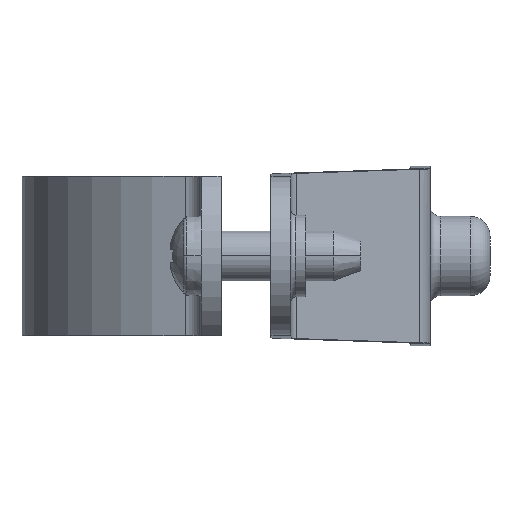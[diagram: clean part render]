
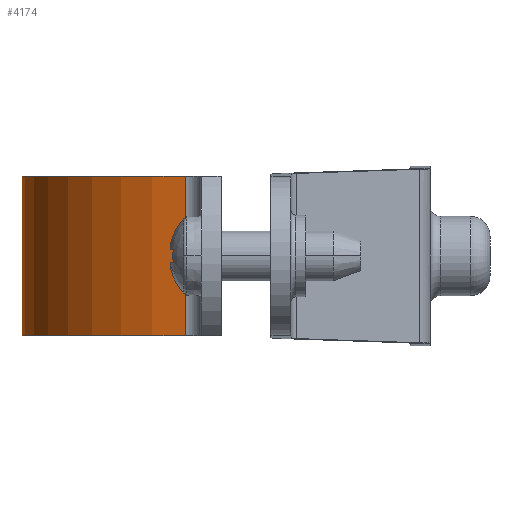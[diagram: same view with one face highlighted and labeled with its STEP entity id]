
A CAD part, left-side view. The second image highlights one B-rep face of the part: STEP entity #4174.
In plain terms, the highlighted cylindrical face has radius 20.5 mm (diameter 41 mm), a partial arc.
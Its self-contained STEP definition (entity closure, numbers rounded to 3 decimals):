
#6 = DIRECTION ( 'NONE',  ( 0., 0., -1. ) ) ;
#31 = DIRECTION ( 'NONE',  ( -1., 0., 0. ) ) ;
#98 = DIRECTION ( 'NONE',  ( 0., 0., 1. ) ) ;
#125 = EDGE_CURVE ( 'NONE', #579, #3261, #3033, .T. ) ;
#339 = ORIENTED_EDGE ( 'NONE', *, *, #125, .T. ) ;
#340 = DIRECTION ( 'NONE',  ( -1., 0., 0. ) ) ;
#380 = CARTESIAN_POINT ( 'NONE',  ( 0., -2.5, -8. ) ) ;
#579 = VERTEX_POINT ( 'NONE', #2017 ) ;
#843 = AXIS2_PLACEMENT_3D ( 'NONE', #2529, #98, #2184 ) ;
#865 = ORIENTED_EDGE ( 'NONE', *, *, #3230, .T. ) ;
#950 = CYLINDRICAL_SURFACE ( 'NONE', #2692, 20.5 ) ;
#984 = CARTESIAN_POINT ( 'NONE',  ( -20.086, 1.6, -8. ) ) ;
#1284 = CARTESIAN_POINT ( 'NONE',  ( -20.086, 1.6, 8. ) ) ;
#1446 = VECTOR ( 'NONE', #3726, 1000. ) ;
#1548 = EDGE_CURVE ( 'NONE', #4415, #4464, #2218, .T. ) ;
#1569 = CARTESIAN_POINT ( 'NONE',  ( -20.086, 1.6, 8. ) ) ;
#1648 = CARTESIAN_POINT ( 'NONE',  ( 20.086, 1.6, 8. ) ) ;
#1976 = FACE_OUTER_BOUND ( 'NONE', #2661, .T. ) ;
#2017 = CARTESIAN_POINT ( 'NONE',  ( 20.086, 1.6, -8. ) ) ;
#2023 = ORIENTED_EDGE ( 'NONE', *, *, #2702, .T. ) ;
#2184 = DIRECTION ( 'NONE',  ( -1., 0., 0. ) ) ;
#2218 = CIRCLE ( 'NONE', #843, 20.5 ) ;
#2268 = LINE ( 'NONE', #1284, #1446 ) ;
#2460 = DIRECTION ( 'NONE',  ( 0., 0., 1. ) ) ;
#2529 = CARTESIAN_POINT ( 'NONE',  ( 0., -2.5, 8. ) ) ;
#2585 = LINE ( 'NONE', #1648, #4338 ) ;
#2590 = CARTESIAN_POINT ( 'NONE',  ( 20.086, 1.6, 8. ) ) ;
#2661 = EDGE_LOOP ( 'NONE', ( #339, #2023, #3655, #865 ) ) ;
#2686 = AXIS2_PLACEMENT_3D ( 'NONE', #380, #2460, #31 ) ;
#2692 = AXIS2_PLACEMENT_3D ( 'NONE', #4188, #6, #340 ) ;
#2702 = EDGE_CURVE ( 'NONE', #3261, #4464, #2268, .T. ) ;
#3033 = CIRCLE ( 'NONE', #2686, 20.5 ) ;
#3230 = EDGE_CURVE ( 'NONE', #4415, #579, #2585, .T. ) ;
#3261 = VERTEX_POINT ( 'NONE', #984 ) ;
#3655 = ORIENTED_EDGE ( 'NONE', *, *, #1548, .F. ) ;
#3726 = DIRECTION ( 'NONE',  ( 0., 0., 1. ) ) ;
#3735 = DIRECTION ( 'NONE',  ( 0., 0., -1. ) ) ;
#4174 = ADVANCED_FACE ( 'NONE', ( #1976 ), #950, .T. ) ;
#4188 = CARTESIAN_POINT ( 'NONE',  ( 0., -2.5, 8. ) ) ;
#4338 = VECTOR ( 'NONE', #3735, 1000. ) ;
#4415 = VERTEX_POINT ( 'NONE', #2590 ) ;
#4464 = VERTEX_POINT ( 'NONE', #1569 ) ;
